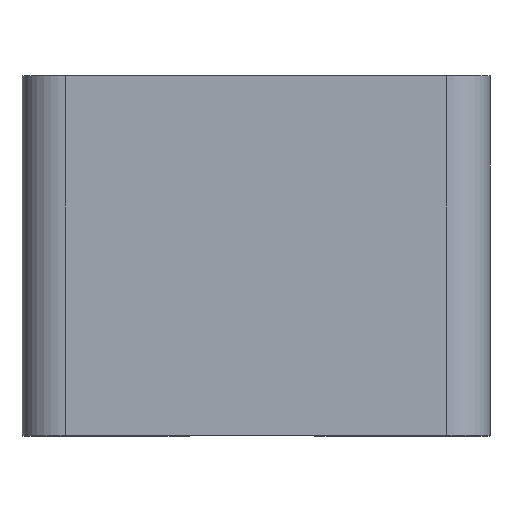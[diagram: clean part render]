
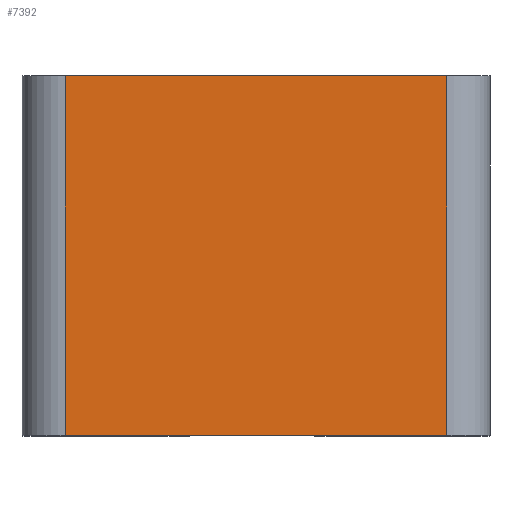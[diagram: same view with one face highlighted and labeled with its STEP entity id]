
A CAD part, top view. The second image highlights one B-rep face of the part: STEP entity #7392.
In plain terms, the highlighted planar face has unit normal (0, 0, 1).
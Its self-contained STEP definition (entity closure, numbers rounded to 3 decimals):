
#1048=FACE_OUTER_BOUND('',#1483,.T.);
#1483=EDGE_LOOP('',(#6818,#6819,#6820,#6821));
#1642=LINE('',#9205,#2241);
#1781=LINE('',#9883,#2380);
#2219=LINE('',#14862,#2818);
#2220=LINE('',#14864,#2819);
#2241=VECTOR('',#7839,10.);
#2380=VECTOR('',#8280,10.);
#2818=VECTOR('',#9120,10.);
#2819=VECTOR('',#9123,10.);
#2857=VERTEX_POINT('',#9202);
#2858=VERTEX_POINT('',#9204);
#3010=VERTEX_POINT('',#9880);
#3011=VERTEX_POINT('',#9882);
#3580=EDGE_CURVE('',#2858,#2857,#1642,.T.);
#3817=EDGE_CURVE('',#3010,#3011,#1781,.T.);
#4638=EDGE_CURVE('',#2857,#3011,#2219,.T.);
#4639=EDGE_CURVE('',#2858,#3010,#2220,.T.);
#6818=ORIENTED_EDGE('',*,*,#3580,.T.);
#6819=ORIENTED_EDGE('',*,*,#4638,.T.);
#6820=ORIENTED_EDGE('',*,*,#3817,.F.);
#6821=ORIENTED_EDGE('',*,*,#4639,.F.);
#6994=PLANE('',#7779);
#7392=ADVANCED_FACE('',(#1048),#6994,.T.);
#7779=AXIS2_PLACEMENT_3D('',#14863,#9121,#9122);
#7839=DIRECTION('',(1.,0.,0.));
#8280=DIRECTION('',(1.,0.,0.));
#9120=DIRECTION('',(0.,1.,0.));
#9121=DIRECTION('center_axis',(0.,0.,1.));
#9122=DIRECTION('ref_axis',(1.,0.,0.));
#9123=DIRECTION('',(0.,1.,0.));
#9202=CARTESIAN_POINT('',(22.,0.,27.));
#9204=CARTESIAN_POINT('',(-22.,0.,27.));
#9205=CARTESIAN_POINT('',(-22.,0.,27.));
#9880=CARTESIAN_POINT('',(-22.,41.5,27.));
#9882=CARTESIAN_POINT('',(22.,41.5,27.));
#9883=CARTESIAN_POINT('',(-22.,41.5,27.));
#14862=CARTESIAN_POINT('',(22.,0.,27.));
#14863=CARTESIAN_POINT('Origin',(-22.,0.,27.));
#14864=CARTESIAN_POINT('',(-22.,0.,27.));
